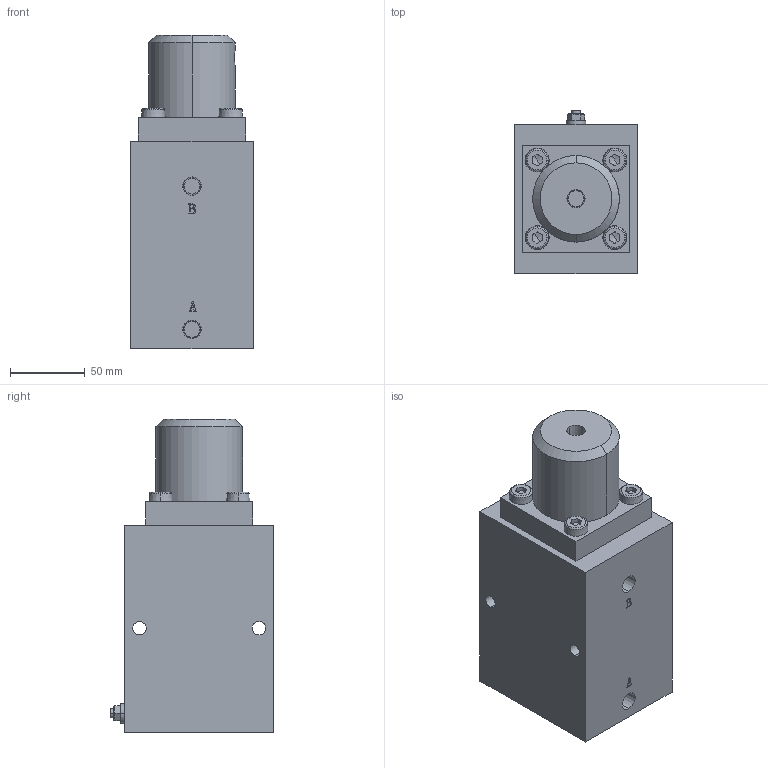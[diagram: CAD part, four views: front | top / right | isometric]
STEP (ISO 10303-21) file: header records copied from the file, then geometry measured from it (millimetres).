
FILE_DESCRIPTION (( 'STEP AP203' ), '1' );
FILE_NAME ('HB-5X35.STEP', '2019-10-12T06:05:14', ( '微软用户' ), ( '微软中国' ), 'SwSTEP 2.0', 'SolidWorks 2012', '' );
FILE_SCHEMA (( 'CONFIG_CONTROL_DESIGN' ));
Length unit declared in the file: millimetre
Products named in the file (5): HB-5X35; 覃誹概; hex lobular socket head cap screws-4.8 gb_GB_HEXAGON_TYPE21 M10X20-20-C; ヶ裔; 掛极
Assembly tree (7 placements, depth 2):
  HB-5X35
    掛极
    ヶ裔
    覃誹概
    hex lobular socket head cap screws-4.8 gb_GB_HEXAGON_TYPE21 M10X20-20-C  x4
Bounding box: 82 x 109.7 x 210 mm (x, y, z)
Volume: 1345787.6 mm3; surface area: 113844 mm2
Topology: 7 solids, 7 shells, 231 faces, 534 edges, 332 vertices
Faces by surface type: plane 93, cylinder 62, cone 36, bspline 32, torus 8
Entity records: 6996 total; most frequent: CARTESIAN_POINT 2032, DIRECTION 894, ORIENTED_EDGE 876, EDGE_CURVE 438, AXIS2_PLACEMENT_3D 320, VERTEX_POINT 287, VECTOR 254, LINE 254
